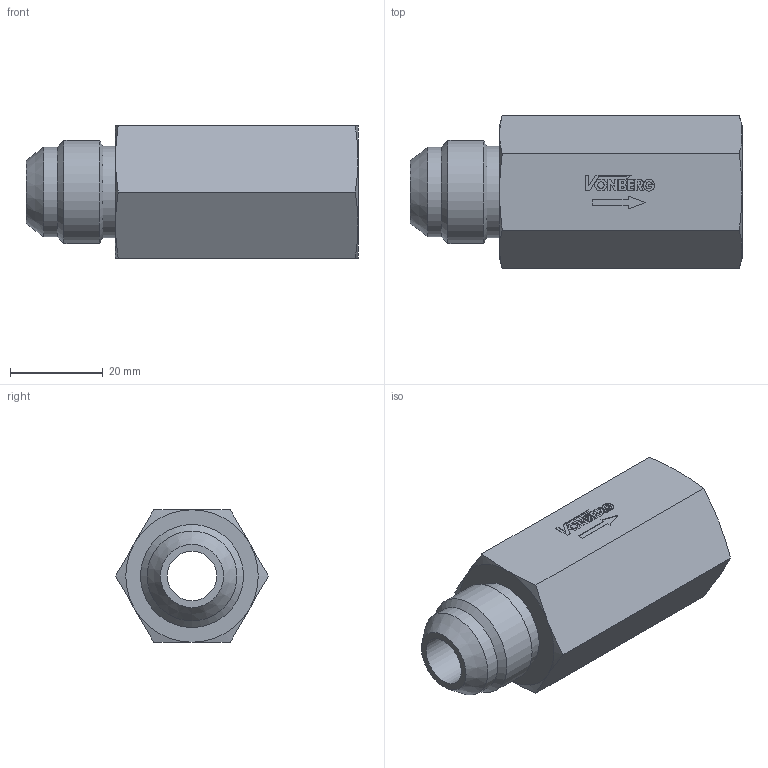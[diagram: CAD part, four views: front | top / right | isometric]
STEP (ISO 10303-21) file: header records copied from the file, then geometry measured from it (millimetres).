
FILE_DESCRIPTION((''),'2;1');
FILE_NAME('10112-610.stp','2015-01-02T13:37:31',('jml'),(''),'Autodesk Inventor 2010','Autodesk Inventor 2010','');
FILE_SCHEMA(('AUTOMOTIVE_DESIGN { 1 0 10303 214 1 1 1 1 }'));
Length unit declared in the file: inch
Products named in the file (1): 10112-610
Bounding box: 71.63 x 33 x 28.57 mm (x, y, z)
Volume: 31289.2 mm3; surface area: 10605.2 mm2
Topology: 1 solids, 1 shells, 132 faces, 324 edges, 210 vertices
Faces by surface type: plane 94, cylinder 20, cone 17, torus 1
Full cylindrical faces by diameter (mm): 1.392 x1, 10.693 x1, 19.355 x1, 19.685 x1, 20.269 x1, 22.225 x1
Entity records: 3888 total; most frequent: CARTESIAN_POINT 701, ORIENTED_EDGE 622, DIRECTION 610, EDGE_CURVE 311, VECTOR 230, LINE 230, VERTEX_POINT 209, AXIS2_PLACEMENT_3D 190
